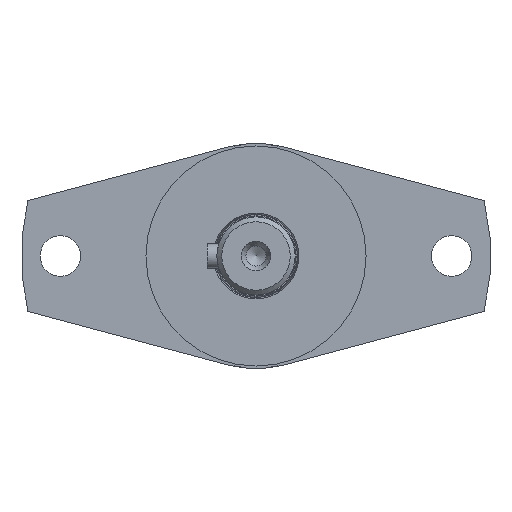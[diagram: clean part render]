
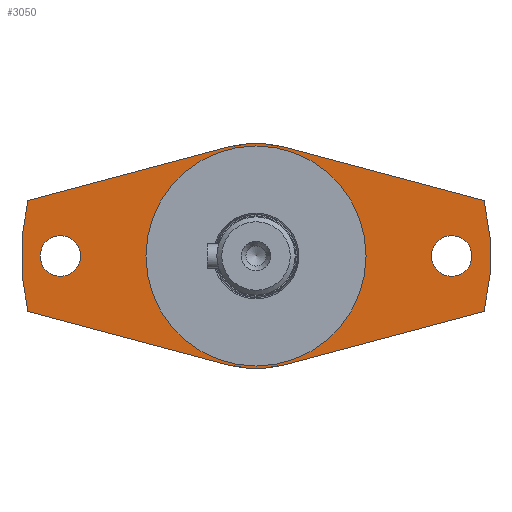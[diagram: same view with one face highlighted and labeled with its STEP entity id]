
A CAD part, left-side view. The second image highlights one B-rep face of the part: STEP entity #3050.
In plain terms, the highlighted planar face has unit normal (-1, 0, 0).
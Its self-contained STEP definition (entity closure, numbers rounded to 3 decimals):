
#238=FACE_BOUND('',#1012,.T.);
#239=FACE_BOUND('',#1013,.T.);
#240=FACE_BOUND('',#1014,.T.);
#299=LINE('',#4714,#551);
#300=LINE('',#4715,#552);
#301=LINE('',#4716,#553);
#302=LINE('',#4717,#554);
#551=VECTOR('',#3831,10.);
#552=VECTOR('',#3832,10.);
#553=VECTOR('',#3833,10.);
#554=VECTOR('',#3834,10.);
#837=FACE_OUTER_BOUND('',#1011,.T.);
#1011=EDGE_LOOP('',(#2261,#2262,#2263,#2264,#2265,#2266,#2267,#2268));
#1012=EDGE_LOOP('',(#2269));
#1013=EDGE_LOOP('',(#2270));
#1014=EDGE_LOOP('',(#2271,#2272));
#1226=CIRCLE('',#3311,23.);
#1228=CIRCLE('',#3313,23.);
#1233=CIRCLE('',#3320,48.);
#1234=CIRCLE('',#3322,22.5);
#1235=CIRCLE('',#3323,22.5);
#1237=CIRCLE('',#3326,48.);
#1240=CIRCLE('',#3331,4.15);
#1241=CIRCLE('',#3332,4.15);
#1389=VERTEX_POINT('',#4660);
#1390=VERTEX_POINT('',#4662);
#1393=VERTEX_POINT('',#4668);
#1394=VERTEX_POINT('',#4670);
#1400=VERTEX_POINT('',#4686);
#1401=VERTEX_POINT('',#4688);
#1402=VERTEX_POINT('',#4692);
#1403=VERTEX_POINT('',#4693);
#1404=VERTEX_POINT('',#4698);
#1407=VERTEX_POINT('',#4703);
#1410=VERTEX_POINT('',#4718);
#1411=VERTEX_POINT('',#4720);
#1713=EDGE_CURVE('',#1390,#1389,#1226,.T.);
#1717=EDGE_CURVE('',#1394,#1393,#1228,.T.);
#1726=EDGE_CURVE('',#1400,#1401,#1233,.T.);
#1728=EDGE_CURVE('',#1402,#1403,#1234,.T.);
#1729=EDGE_CURVE('',#1403,#1402,#1235,.T.);
#1734=EDGE_CURVE('',#1407,#1404,#1237,.T.);
#1739=EDGE_CURVE('',#1400,#1390,#299,.T.);
#1740=EDGE_CURVE('',#1389,#1404,#300,.T.);
#1741=EDGE_CURVE('',#1407,#1394,#301,.T.);
#1742=EDGE_CURVE('',#1393,#1401,#302,.T.);
#1743=EDGE_CURVE('',#1410,#1410,#1240,.T.);
#1744=EDGE_CURVE('',#1411,#1411,#1241,.T.);
#2261=ORIENTED_EDGE('',*,*,#1739,.T.);
#2262=ORIENTED_EDGE('',*,*,#1713,.T.);
#2263=ORIENTED_EDGE('',*,*,#1740,.T.);
#2264=ORIENTED_EDGE('',*,*,#1734,.F.);
#2265=ORIENTED_EDGE('',*,*,#1741,.T.);
#2266=ORIENTED_EDGE('',*,*,#1717,.T.);
#2267=ORIENTED_EDGE('',*,*,#1742,.T.);
#2268=ORIENTED_EDGE('',*,*,#1726,.F.);
#2269=ORIENTED_EDGE('',*,*,#1743,.T.);
#2270=ORIENTED_EDGE('',*,*,#1744,.T.);
#2271=ORIENTED_EDGE('',*,*,#1728,.T.);
#2272=ORIENTED_EDGE('',*,*,#1729,.T.);
#2925=PLANE('',#3330);
#3050=ADVANCED_FACE('',(#837,#238,#239,#240),#2925,.T.);
#3311=AXIS2_PLACEMENT_3D('',#4663,#3779,#3780);
#3313=AXIS2_PLACEMENT_3D('',#4671,#3785,#3786);
#3320=AXIS2_PLACEMENT_3D('',#4689,#3803,#3804);
#3322=AXIS2_PLACEMENT_3D('',#4694,#3808,#3809);
#3323=AXIS2_PLACEMENT_3D('',#4695,#3810,#3811);
#3326=AXIS2_PLACEMENT_3D('',#4705,#3819,#3820);
#3330=AXIS2_PLACEMENT_3D('',#4713,#3829,#3830);
#3331=AXIS2_PLACEMENT_3D('',#4719,#3835,#3836);
#3332=AXIS2_PLACEMENT_3D('',#4721,#3837,#3838);
#3779=DIRECTION('center_axis',(-1.,0.,0.));
#3780=DIRECTION('ref_axis',(0.,0.259,0.966));
#3785=DIRECTION('center_axis',(-1.,0.,0.));
#3786=DIRECTION('ref_axis',(0.,0.259,0.966));
#3803=DIRECTION('center_axis',(1.,0.,0.));
#3804=DIRECTION('ref_axis',(0.,-1.,0.));
#3808=DIRECTION('center_axis',(1.,0.,0.));
#3809=DIRECTION('ref_axis',(0.,-1.,0.));
#3810=DIRECTION('center_axis',(1.,0.,0.));
#3811=DIRECTION('ref_axis',(0.,-1.,0.));
#3819=DIRECTION('center_axis',(1.,0.,0.));
#3820=DIRECTION('ref_axis',(0.,-1.,0.));
#3829=DIRECTION('center_axis',(-1.,0.,0.));
#3830=DIRECTION('ref_axis',(0.,0.,
-1.));
#3831=DIRECTION('',(0.,0.966,0.259));
#3832=DIRECTION('',(0.,0.966,-0.259));
#3833=DIRECTION('',(0.,-0.966,-0.259));
#3834=DIRECTION('',(0.,-0.966,0.259));
#3835=DIRECTION('center_axis',(1.,0.,0.));
#3836=DIRECTION('ref_axis',(0.,0.,1.));
#3837=DIRECTION('center_axis',(1.,0.,0.));
#3838=DIRECTION('ref_axis',(0.,0.,1.));
#4660=CARTESIAN_POINT('',(-97.5,5.953,22.216));
#4662=CARTESIAN_POINT('',(-97.5,-5.953,22.216));
#4663=CARTESIAN_POINT('Origin',(-97.5,0.,0.));
#4668=CARTESIAN_POINT('',(-97.5,-5.953,-22.216));
#4670=CARTESIAN_POINT('',(-97.5,5.953,-22.216));
#4671=CARTESIAN_POINT('Origin',(-97.5,0.,0.));
#4686=CARTESIAN_POINT('',(-97.5,-46.648,11.312));
#4688=CARTESIAN_POINT('',(-97.5,-46.648,-11.312));
#4689=CARTESIAN_POINT('Origin',(-97.5,0.,0.));
#4692=CARTESIAN_POINT('',(-97.5,-22.5,0.));
#4693=CARTESIAN_POINT('',(-97.5,22.5,0.));
#4694=CARTESIAN_POINT('Origin',(-97.5,0.,0.));
#4695=CARTESIAN_POINT('Origin',(-97.5,0.,0.));
#4698=CARTESIAN_POINT('',(-97.5,46.648,11.312));
#4703=CARTESIAN_POINT('',(-97.5,46.648,-11.312));
#4705=CARTESIAN_POINT('Origin',(-97.5,0.,0.));
#4713=CARTESIAN_POINT('Origin',(-97.5,-35.25,0.));
#4714=CARTESIAN_POINT('',(-97.5,-45.921,11.507));
#4715=CARTESIAN_POINT('',(-97.5,-10.492,26.623));
#4716=CARTESIAN_POINT('',(-97.5,13.032,-20.319));
#4717=CARTESIAN_POINT('',(-97.5,-22.397,-17.81));
#4718=CARTESIAN_POINT('',(-97.5,40.,-4.15));
#4719=CARTESIAN_POINT('Origin',(-97.5,40.,0.));
#4720=CARTESIAN_POINT('',(-97.5,-40.,-4.15));
#4721=CARTESIAN_POINT('Origin',(-97.5,-40.,0.));
